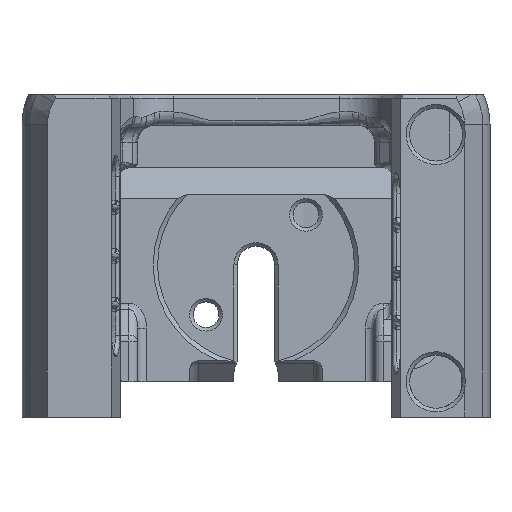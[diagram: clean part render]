
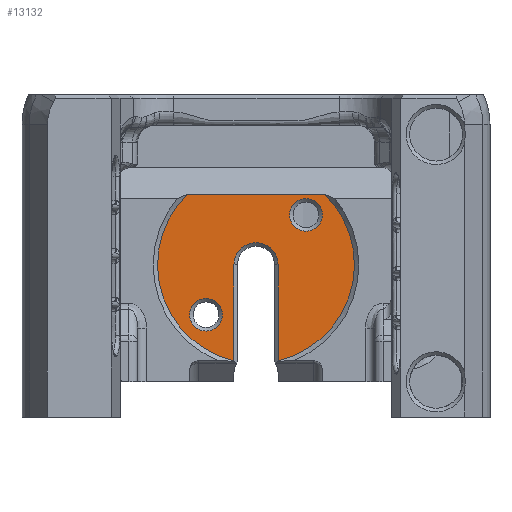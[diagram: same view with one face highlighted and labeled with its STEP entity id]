
A CAD part, front view. The second image highlights one B-rep face of the part: STEP entity #13132.
In plain terms, the highlighted planar face has unit normal (0, -1, 0).
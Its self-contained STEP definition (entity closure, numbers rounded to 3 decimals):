
#585=FACE_BOUND('',#2856,.T.);
#586=FACE_BOUND('',#2857,.T.);
#1295=PLANE('',#14364);
#2039=FACE_OUTER_BOUND('',#2855,.T.);
#2855=EDGE_LOOP('',(#12049,#12050,#12051,#12052,#12053,#12054));
#2856=EDGE_LOOP('',(#12055));
#2857=EDGE_LOOP('',(#12056));
#3648=LINE('',#43944,#4408);
#3649=LINE('',#43947,#4409);
#3650=LINE('',#43948,#4410);
#4408=VECTOR('',#17514,1000.);
#4409=VECTOR('',#17517,1000.);
#4410=VECTOR('',#17518,1000.);
#4488=CIRCLE('',#13286,1.85);
#4490=CIRCLE('',#13289,1.85);
#4491=CIRCLE('',#13291,11.15);
#5065=CIRCLE('',#14365,11.15);
#5066=CIRCLE('',#14366,2.5);
#5190=VERTEX_POINT('',#18119);
#5192=VERTEX_POINT('',#18125);
#5193=VERTEX_POINT('',#18129);
#5194=VERTEX_POINT('',#18130);
#6282=VERTEX_POINT('',#43940);
#6283=VERTEX_POINT('',#43941);
#6284=VERTEX_POINT('',#43943);
#6285=VERTEX_POINT('',#43945);
#6428=EDGE_CURVE('',#5190,#5190,#4488,.T.);
#6431=EDGE_CURVE('',#5192,#5192,#4490,.T.);
#6432=EDGE_CURVE('',#5193,#5194,#4491,.T.);
#8234=EDGE_CURVE('',#6282,#6283,#5065,.T.);
#8235=EDGE_CURVE('',#6283,#6284,#3648,.T.);
#8236=EDGE_CURVE('',#6284,#6285,#5066,.T.);
#8237=EDGE_CURVE('',#6285,#5193,#3649,.T.);
#8238=EDGE_CURVE('',#5194,#6282,#3650,.T.);
#12049=ORIENTED_EDGE('',*,*,#8234,.T.);
#12050=ORIENTED_EDGE('',*,*,#8235,.T.);
#12051=ORIENTED_EDGE('',*,*,#8236,.T.);
#12052=ORIENTED_EDGE('',*,*,#8237,.T.);
#12053=ORIENTED_EDGE('',*,*,#6432,.T.);
#12054=ORIENTED_EDGE('',*,*,#8238,.T.);
#12055=ORIENTED_EDGE('',*,*,#6428,.T.);
#12056=ORIENTED_EDGE('',*,*,#6431,.T.);
#13132=ADVANCED_FACE('',(#2039,#585,#586),#1295,.T.);
#13286=AXIS2_PLACEMENT_3D('',#18121,#14675,#14676);
#13289=AXIS2_PLACEMENT_3D('',#18127,#14682,#14683);
#13291=AXIS2_PLACEMENT_3D('',#18131,#14686,#14687);
#14364=AXIS2_PLACEMENT_3D('',#43939,#17510,#17511);
#14365=AXIS2_PLACEMENT_3D('',#43942,#17512,#17513);
#14366=AXIS2_PLACEMENT_3D('',#43946,#17515,#17516);
#14675=DIRECTION('center_axis',(0.,1.,0.));
#14676=DIRECTION('ref_axis',(0.,0.,
-1.));
#14682=DIRECTION('center_axis',(0.,1.,0.));
#14683=DIRECTION('ref_axis',(0.,0.,
-1.));
#14686=DIRECTION('center_axis',(0.,-1.,0.));
#14687=DIRECTION('ref_axis',(0.,0.,
-1.));
#17510=DIRECTION('center_axis',(0.,-1.,0.));
#17511=DIRECTION('ref_axis',(0.,0.,-1.));
#17512=DIRECTION('center_axis',(0.,-1.,0.));
#17513=DIRECTION('ref_axis',(0.,0.,
-1.));
#17514=DIRECTION('',(0.,0.,1.));
#17515=DIRECTION('center_axis',(0.,1.,0.));
#17516=DIRECTION('ref_axis',(0.,0.,
-1.));
#17517=DIRECTION('',(0.,0.,-1.));
#17518=DIRECTION('',(-1.,0.,0.));
#18119=CARTESIAN_POINT('',(5.657,-53.65,22.467));
#18121=CARTESIAN_POINT('Origin',(5.657,-53.65,20.617));
#18125=CARTESIAN_POINT('',(-5.657,-53.65,11.153));
#18127=CARTESIAN_POINT('Origin',(-5.657,-53.65,9.303));
#18129=CARTESIAN_POINT('',(2.5,-53.65,4.094));
#18130=CARTESIAN_POINT('',(7.767,-53.65,22.96));
#18131=CARTESIAN_POINT('Origin',(0.,-53.65,
14.96));
#43939=CARTESIAN_POINT('Origin',(2.,-53.65,3.21));
#43940=CARTESIAN_POINT('',(-7.767,-53.65,22.96));
#43941=CARTESIAN_POINT('',(-2.5,-53.65,4.094));
#43942=CARTESIAN_POINT('Origin',(0.,-53.65,
14.96));
#43943=CARTESIAN_POINT('',(-2.5,-53.65,14.96));
#43944=CARTESIAN_POINT('',(-2.5,-53.65,3.21));
#43945=CARTESIAN_POINT('',(2.5,-53.65,14.96));
#43946=CARTESIAN_POINT('Origin',(0.,-53.65,
14.96));
#43947=CARTESIAN_POINT('',(2.5,-53.65,3.21));
#43948=CARTESIAN_POINT('',(2.,-53.65,22.96));
